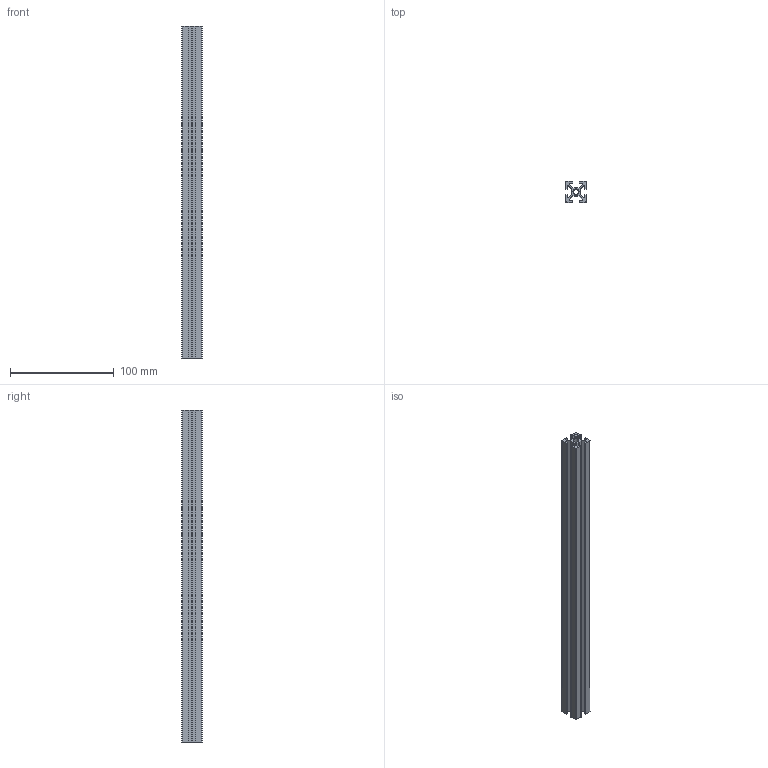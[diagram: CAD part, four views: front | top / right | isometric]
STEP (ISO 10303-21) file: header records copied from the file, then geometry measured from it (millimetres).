
FILE_DESCRIPTION(/* description */ ('KHFS5-2020-4000, KHFSB5-2020-4000, KHFSF5-2020-4000, KHFSFB5-2020-4000, KHFST5-2020-4000, KHFSTB5-2020-4000, KHFSH5-2020-4000, KHFSC5-2020-4000-HFS5 Series Aluminum Extrusions 20,25,40mm Square -1 Slot-'),/* implementation_level */ '2;1');
FILE_NAME(/* name */ 'Perfil_Aluminio_20x20.stp',/* time_stamp */ '2016-04-02T23:58:58+01:00',/* author */ ('Fábio'),/* organization */ ('MISUMI'),/* preprocessor_version */ 'ST-DEVELOPER v16.1',/* originating_system */ 'Autodesk Inventor 2016',/* authorisation */ '');
FILE_SCHEMA (('AUTOMOTIVE_DESIGN { 1 0 10303 214 3 1 1 }'));
Length unit declared in the file: millimetre
Products named in the file (1): Perfil_Aluminio_20x20
Bounding box: 20 x 20 x 320 mm (x, y, z)
Volume: 55148.6 mm3; surface area: 57043.2 mm2
Topology: 1 solids, 1 shells, 71 faces, 207 edges, 138 vertices
Faces by surface type: plane 58, cylinder 13
Full cylindrical faces by diameter (mm): 5.5 x1
Entity records: 2350 total; most frequent: CARTESIAN_POINT 416, ORIENTED_EDGE 412, DIRECTION 376, EDGE_CURVE 206, LINE 180, VECTOR 180, VERTEX_POINT 138, AXIS2_PLACEMENT_3D 98
